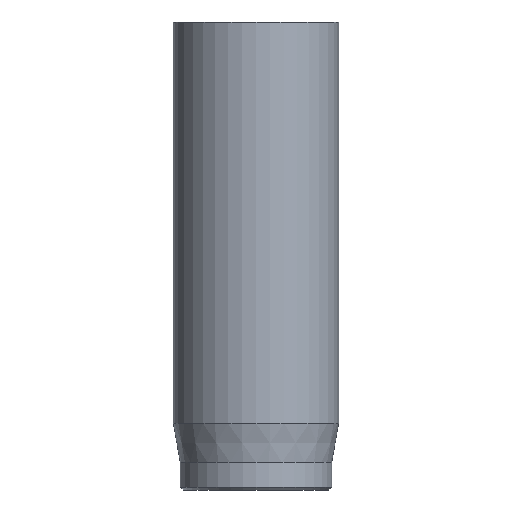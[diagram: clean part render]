
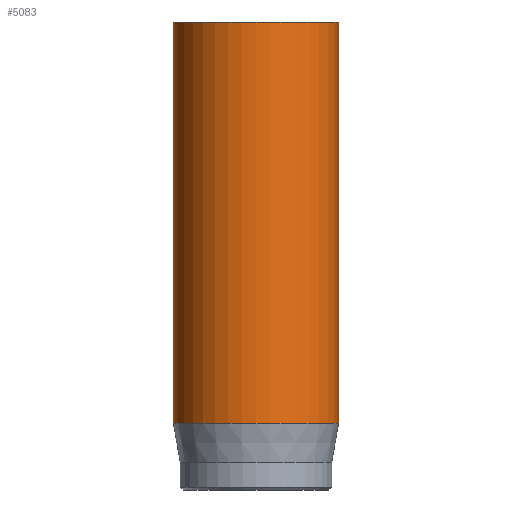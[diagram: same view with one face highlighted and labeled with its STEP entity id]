
A CAD part, front view. The second image highlights one B-rep face of the part: STEP entity #5083.
In plain terms, the highlighted cylindrical face has radius 3 mm (diameter 6 mm), a full revolution.
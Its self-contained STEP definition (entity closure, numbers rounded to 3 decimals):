
#32=CYLINDRICAL_SURFACE('',#5297,3.);
#47=CIRCLE('',#5265,3.);
#63=CIRCLE('',#5295,3.);
#64=CIRCLE('',#5296,3.);
#797=FACE_OUTER_BOUND('',#1093,.T.);
#1093=EDGE_LOOP('',(#4613,#4614,#4615,#4616,#4617));
#1510=LINE('',#9385,#1933);
#1933=VECTOR('',#5990,3.);
#2414=VERTEX_POINT('',#9325);
#2430=VERTEX_POINT('',#9379);
#2431=VERTEX_POINT('',#9380);
#3139=EDGE_CURVE('',#2414,#2414,#47,.T.);
#3163=EDGE_CURVE('',#2430,#2431,#63,.T.);
#3164=EDGE_CURVE('',#2431,#2430,#64,.T.);
#3166=EDGE_CURVE('',#2414,#2430,#1510,.T.);
#4613=ORIENTED_EDGE('',*,*,#3139,.T.);
#4614=ORIENTED_EDGE('',*,*,#3166,.T.);
#4615=ORIENTED_EDGE('',*,*,#3163,.T.);
#4616=ORIENTED_EDGE('',*,*,#3164,.T.);
#4617=ORIENTED_EDGE('',*,*,#3166,.F.);
#5083=ADVANCED_FACE('',(#797),#32,.T.);
#5265=AXIS2_PLACEMENT_3D('',#9326,#5915,#5916);
#5295=AXIS2_PLACEMENT_3D('',#9381,#5983,#5984);
#5296=AXIS2_PLACEMENT_3D('',#9382,#5985,#5986);
#5297=AXIS2_PLACEMENT_3D('',#9384,#5988,#5989);
#5915=DIRECTION('center_axis',(0.,0.,-1.));
#5916=DIRECTION('ref_axis',(-1.,0.,0.));
#5983=DIRECTION('center_axis',(0.,0.,1.));
#5984=DIRECTION('ref_axis',(-1.,0.,0.));
#5985=DIRECTION('center_axis',(0.,0.,1.));
#5986=DIRECTION('ref_axis',(-1.,0.,0.));
#5988=DIRECTION('center_axis',(0.,0.,1.));
#5989=DIRECTION('ref_axis',(-1.,0.,0.));
#5990=DIRECTION('',(0.,0.,-1.));
#9325=CARTESIAN_POINT('',(3.,0.,17.));
#9326=CARTESIAN_POINT('Origin',(0.,0.,17.));
#9379=CARTESIAN_POINT('',(3.,0.,2.418));
#9380=CARTESIAN_POINT('',(-3.,0.,2.418));
#9381=CARTESIAN_POINT('Origin',(0.,0.,2.418));
#9382=CARTESIAN_POINT('Origin',(0.,0.,2.418));
#9384=CARTESIAN_POINT('Origin',(0.,0.,0.));
#9385=CARTESIAN_POINT('',(3.,0.,0.));
